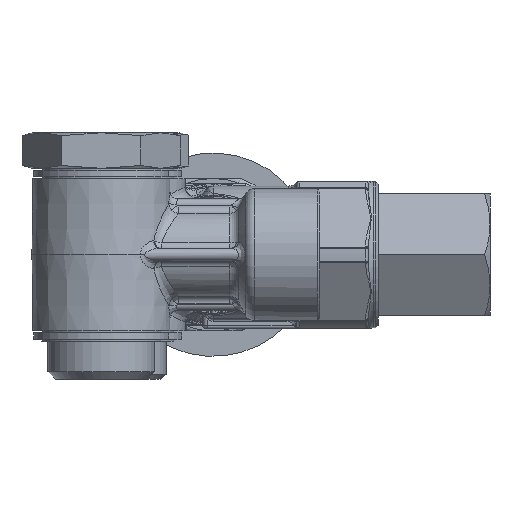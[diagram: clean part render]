
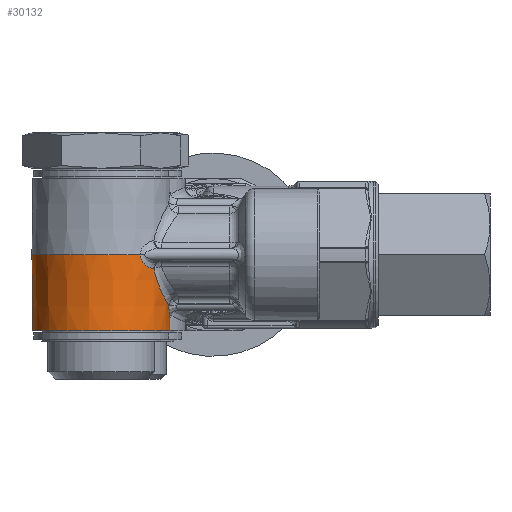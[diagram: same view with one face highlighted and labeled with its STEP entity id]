
A CAD part, front view. The second image highlights one B-rep face of the part: STEP entity #30132.
In plain terms, the highlighted conical face has half-angle 0.5 degrees and reference radius 13.5 mm.
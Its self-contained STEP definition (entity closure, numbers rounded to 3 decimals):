
#601=LINE('',#46278,#2255);
#2255=VECTOR('',#35648,13.5);
#6525=CONICAL_SURFACE('',#32321,13.5,0.009);
#6822=FACE_OUTER_BOUND('',#8632,.T.);
#8632=EDGE_LOOP('',(#21667,#21668,#21669,#21670,#21671,#21672,#21673,#21674,
#21675,#21676,#21677,#21678));
#10631=CIRCLE('',#32301,13.5);
#10645=CIRCLE('',#32322,13.631);
#10646=CIRCLE('',#32323,13.631);
#11828=B_SPLINE_CURVE_WITH_KNOTS('',3,(#46282,#46283,#46284,#46285,#46286,
#46287),.UNSPECIFIED.,.F.,.F.,(4,1,1,4),(-0.373,-0.16,
-0.106,0.),.UNSPECIFIED.);
#11829=B_SPLINE_CURVE_WITH_KNOTS('',3,(#46289,#46290,#46291,#46292,#46293),
 .UNSPECIFIED.,.F.,.F.,(4,1,4),(7.176,7.561,8.062),
 .UNSPECIFIED.);
#11830=B_SPLINE_CURVE_WITH_KNOTS('',3,(#46295,#46296,#46297,#46298,#46299,
#46300,#46301),.UNSPECIFIED.,.F.,.F.,(4,1,1,1,4),(-0.008,
-0.005,-0.003,-0.002,0.),
 .UNSPECIFIED.);
#11831=B_SPLINE_CURVE_WITH_KNOTS('',3,(#46303,#46304,#46305,#46306),
 .UNSPECIFIED.,.F.,.F.,(4,4),(-7.164,-6.785),
 .UNSPECIFIED.);
#11832=B_SPLINE_CURVE_WITH_KNOTS('',3,(#46308,#46309,#46310,#46311,#46312,
#46313,#46314,#46315,#46316),.UNSPECIFIED.,.F.,.F.,(4,1,1,1,1,1,4),(-0.793,
-0.679,-0.566,-0.34,-0.226,
-0.113,0.),.UNSPECIFIED.);
#11833=B_SPLINE_CURVE_WITH_KNOTS('',3,(#46318,#46319,#46320,#46321,#46322),
 .UNSPECIFIED.,.F.,.F.,(4,1,4),(-8.863,-8.218,-7.734),
 .UNSPECIFIED.);
#11834=B_SPLINE_CURVE_WITH_KNOTS('',3,(#46324,#46325,#46326,#46327,#46328,
#46329),.UNSPECIFIED.,.F.,.F.,(4,1,1,4),(-0.532,-0.457,
-0.307,-0.007),.UNSPECIFIED.);
#13606=VERTEX_POINT('',#46238);
#13620=VERTEX_POINT('',#46277);
#13621=VERTEX_POINT('',#46279);
#13622=VERTEX_POINT('',#46281);
#13623=VERTEX_POINT('',#46288);
#13624=VERTEX_POINT('',#46294);
#13625=VERTEX_POINT('',#46302);
#13626=VERTEX_POINT('',#46307);
#13627=VERTEX_POINT('',#46317);
#13628=VERTEX_POINT('',#46323);
#16697=EDGE_CURVE('',#13606,#13606,#10631,.T.);
#16715=EDGE_CURVE('',#13606,#13620,#601,.T.);
#16716=EDGE_CURVE('',#13621,#13620,#10645,.T.);
#16717=EDGE_CURVE('',#13622,#13621,#11828,.T.);
#16718=EDGE_CURVE('',#13623,#13622,#11829,.T.);
#16719=EDGE_CURVE('',#13624,#13623,#11830,.T.);
#16720=EDGE_CURVE('',#13625,#13624,#11831,.T.);
#16721=EDGE_CURVE('',#13626,#13625,#11832,.T.);
#16722=EDGE_CURVE('',#13627,#13626,#11833,.T.);
#16723=EDGE_CURVE('',#13628,#13627,#11834,.T.);
#16724=EDGE_CURVE('',#13620,#13628,#10646,.T.);
#21667=ORIENTED_EDGE('',*,*,#16697,.T.);
#21668=ORIENTED_EDGE('',*,*,#16715,.T.);
#21669=ORIENTED_EDGE('',*,*,#16716,.F.);
#21670=ORIENTED_EDGE('',*,*,#16717,.F.);
#21671=ORIENTED_EDGE('',*,*,#16718,.F.);
#21672=ORIENTED_EDGE('',*,*,#16719,.F.);
#21673=ORIENTED_EDGE('',*,*,#16720,.F.);
#21674=ORIENTED_EDGE('',*,*,#16721,.F.);
#21675=ORIENTED_EDGE('',*,*,#16722,.F.);
#21676=ORIENTED_EDGE('',*,*,#16723,.F.);
#21677=ORIENTED_EDGE('',*,*,#16724,.F.);
#21678=ORIENTED_EDGE('',*,*,#16715,.F.);
#30132=ADVANCED_FACE('',(#6822),#6525,.T.);
#32301=AXIS2_PLACEMENT_3D('',#46239,#35602,#35603);
#32321=AXIS2_PLACEMENT_3D('',#46276,#35646,#35647);
#32322=AXIS2_PLACEMENT_3D('',#46280,#35649,#35650);
#32323=AXIS2_PLACEMENT_3D('',#46330,#35651,#35652);
#35602=DIRECTION('center_axis',(0.,0.,
1.));
#35603=DIRECTION('ref_axis',(1.,0.,0.));
#35646=DIRECTION('center_axis',(0.,0.,
1.));
#35647=DIRECTION('ref_axis',(1.,0.,0.));
#35648=DIRECTION('',(-0.009,0.,1.));
#35649=DIRECTION('center_axis',(0.,0.,
1.));
#35650=DIRECTION('ref_axis',(-1.,0.,0.));
#35651=DIRECTION('center_axis',(0.,0.,
1.));
#35652=DIRECTION('ref_axis',(-1.,0.,0.));
#46238=CARTESIAN_POINT('',(-35.5,-62.,-15.));
#46239=CARTESIAN_POINT('Origin',(-22.,-62.,-15.));
#46276=CARTESIAN_POINT('Origin',(-22.,-62.,-15.));
#46277=CARTESIAN_POINT('',(-35.631,-62.,-0.017));
#46278=CARTESIAN_POINT('',(-35.5,-62.,-15.));
#46279=CARTESIAN_POINT('',(-14.319,-50.739,-0.017));
#46280=CARTESIAN_POINT('Origin',(-22.,-62.,-0.017));
#46281=CARTESIAN_POINT('',(-12.575,-52.183,-2.485));
#46282=CARTESIAN_POINT('Ctrl Pts',(-12.575,-52.183,
-2.485));
#46283=CARTESIAN_POINT('Ctrl Pts',(-13.013,-51.759,-2.269));
#46284=CARTESIAN_POINT('Ctrl Pts',(-13.58,-51.288,
-1.837));
#46285=CARTESIAN_POINT('Ctrl Pts',(-14.174,-50.847,
-0.89));
#46286=CARTESIAN_POINT('Ctrl Pts',(-14.319,-50.743,
-0.372));
#46287=CARTESIAN_POINT('Ctrl Pts',(-14.319,-50.739,-0.017));
#46288=CARTESIAN_POINT('',(-9.562,-56.607,-8.457));
#46289=CARTESIAN_POINT('Ctrl Pts',(-9.562,-56.607,
-8.457));
#46290=CARTESIAN_POINT('Ctrl Pts',(-9.976,-55.641,
-8.022));
#46291=CARTESIAN_POINT('Ctrl Pts',(-11.177,-53.614,
-6.608));
#46292=CARTESIAN_POINT('Ctrl Pts',(-12.263,-52.501,
-4.087));
#46293=CARTESIAN_POINT('Ctrl Pts',(-12.575,-52.183,
-2.485));
#46294=CARTESIAN_POINT('',(-9.539,-56.661,-8.491));
#46295=CARTESIAN_POINT('Ctrl Pts',(-9.539,-56.661,
-8.491));
#46296=CARTESIAN_POINT('Ctrl Pts',(-9.541,-56.656,
-8.487));
#46297=CARTESIAN_POINT('Ctrl Pts',(-9.545,-56.647,
-8.48));
#46298=CARTESIAN_POINT('Ctrl Pts',(-9.55,-56.634,
-8.471));
#46299=CARTESIAN_POINT('Ctrl Pts',(-9.556,-56.621,
-8.463));
#46300=CARTESIAN_POINT('Ctrl Pts',(-9.559,-56.613,
-8.459));
#46301=CARTESIAN_POINT('Ctrl Pts',(-9.562,-56.607,
-8.457));
#46302=CARTESIAN_POINT('',(-8.682,-59.543,-10.077));
#46303=CARTESIAN_POINT('Ctrl Pts',(-8.682,-59.543,
-10.077));
#46304=CARTESIAN_POINT('Ctrl Pts',(-8.872,-58.496,
-9.743));
#46305=CARTESIAN_POINT('Ctrl Pts',(-9.182,-57.508,
-9.189));
#46306=CARTESIAN_POINT('Ctrl Pts',(-9.539,-56.661,
-8.491));
#46307=CARTESIAN_POINT('',(-8.682,-64.457,-10.077));
#46308=CARTESIAN_POINT('Ctrl Pts',(-8.682,-64.457,
-10.077));
#46309=CARTESIAN_POINT('Ctrl Pts',(-8.677,-64.415,
-10.452));
#46310=CARTESIAN_POINT('Ctrl Pts',(-8.643,-64.188,-11.179));
#46311=CARTESIAN_POINT('Ctrl Pts',(-8.511,-63.25,
-12.327));
#46312=CARTESIAN_POINT('Ctrl Pts',(-8.448,-61.799,
-12.668));
#46313=CARTESIAN_POINT('Ctrl Pts',(-8.547,-60.519,
-12.036));
#46314=CARTESIAN_POINT('Ctrl Pts',(-8.64,-59.814,
-11.188));
#46315=CARTESIAN_POINT('Ctrl Pts',(-8.677,-59.585,
-10.452));
#46316=CARTESIAN_POINT('Ctrl Pts',(-8.682,-59.543,
-10.077));
#46317=CARTESIAN_POINT('',(-11.645,-70.827,-2.736));
#46318=CARTESIAN_POINT('Ctrl Pts',(-11.645,-70.827,
-2.736));
#46319=CARTESIAN_POINT('Ctrl Pts',(-11.251,-70.338,
-4.787));
#46320=CARTESIAN_POINT('Ctrl Pts',(-9.929,-68.617,-7.853));
#46321=CARTESIAN_POINT('Ctrl Pts',(-8.926,-65.804,
-9.647));
#46322=CARTESIAN_POINT('Ctrl Pts',(-8.682,-64.457,
-10.077));
#46323=CARTESIAN_POINT('',(-14.319,-73.261,-0.017));
#46324=CARTESIAN_POINT('Ctrl Pts',(-14.319,-73.261,-0.017));
#46325=CARTESIAN_POINT('Ctrl Pts',(-14.319,-73.258,
-0.268));
#46326=CARTESIAN_POINT('Ctrl Pts',(-14.165,-73.146,
-1.023));
#46327=CARTESIAN_POINT('Ctrl Pts',(-13.214,-72.446,
-2.265));
#46328=CARTESIAN_POINT('Ctrl Pts',(-12.23,-71.514,-2.722));
#46329=CARTESIAN_POINT('Ctrl Pts',(-11.645,-70.827,
-2.736));
#46330=CARTESIAN_POINT('Origin',(-22.,-62.,-0.017));
